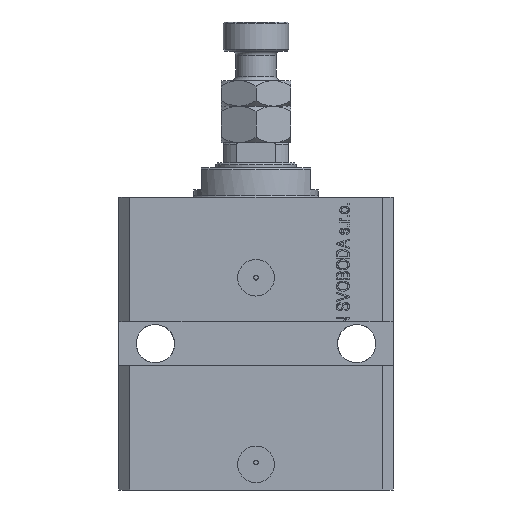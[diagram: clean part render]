
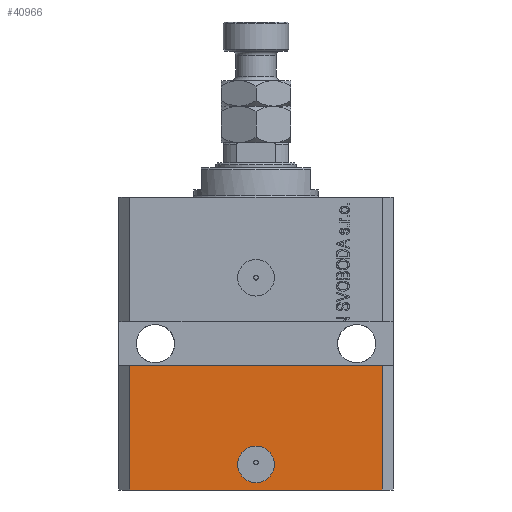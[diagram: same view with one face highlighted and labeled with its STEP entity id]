
A CAD part, front view. The second image highlights one B-rep face of the part: STEP entity #40966.
In plain terms, the highlighted planar face has unit normal (0, -1, 0).
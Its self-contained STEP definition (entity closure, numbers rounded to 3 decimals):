
#256 = DIRECTION ( 'NONE',  ( 1., 0., 0. ) ) ;
#2241 = DIRECTION ( 'NONE',  ( 1., 0., 0. ) ) ;
#3643 = DIRECTION ( 'NONE',  ( 0., 0., -1. ) ) ;
#3829 = CARTESIAN_POINT ( 'NONE',  ( 34.5, -27.5, -46. ) ) ;
#3843 = CARTESIAN_POINT ( 'NONE',  ( 34.5, -27.5, -80. ) ) ;
#4381 = CARTESIAN_POINT ( 'NONE',  ( 34.5, -27.5, -80. ) ) ;
#6202 = EDGE_CURVE ( 'NONE', #47360, #44025, #27410, .T. ) ;
#6675 = CARTESIAN_POINT ( 'NONE',  ( -34.5, -27.5, -80. ) ) ;
#7151 = ORIENTED_EDGE ( 'NONE', *, *, #44190, .F. ) ;
#10608 = FACE_OUTER_BOUND ( 'NONE', #48671, .T. ) ;
#11792 = VECTOR ( 'NONE', #2241, 1000. ) ;
#11813 = VECTOR ( 'NONE', #40380, 1000. ) ;
#12477 = AXIS2_PLACEMENT_3D ( 'NONE', #14085, #29685, #3643 ) ;
#14059 = CARTESIAN_POINT ( 'NONE',  ( -34.5, -27.5, -80. ) ) ;
#14085 = CARTESIAN_POINT ( 'NONE',  ( -34.5, -27.5, -80. ) ) ;
#14160 = LINE ( 'NONE', #6675, #11792 ) ;
#14863 = EDGE_CURVE ( 'NONE', #42431, #46232, #14160, .T. ) ;
#15717 = AXIS2_PLACEMENT_3D ( 'NONE', #34629, #38336, #35358 ) ;
#22984 = EDGE_CURVE ( 'NONE', #46232, #35681, #30368, .T. ) ;
#23099 = CARTESIAN_POINT ( 'NONE',  ( 0., -27.5, -73. ) ) ;
#24976 = DIRECTION ( 'NONE',  ( 0., 0., 1. ) ) ;
#25068 = VERTEX_POINT ( 'NONE', #41109 ) ;
#26737 = ORIENTED_EDGE ( 'NONE', *, *, #46941, .F. ) ;
#26785 = CIRCLE ( 'NONE', #15717, 5. ) ;
#27410 = CIRCLE ( 'NONE', #48765, 5. ) ;
#29437 = PLANE ( 'NONE',  #12477 ) ;
#29685 = DIRECTION ( 'NONE',  ( 0., -1., 0. ) ) ;
#30368 = LINE ( 'NONE', #3843, #42015 ) ;
#33936 = LINE ( 'NONE', #37157, #11813 ) ;
#34629 = CARTESIAN_POINT ( 'NONE',  ( 0., -27.5, -73. ) ) ;
#35358 = DIRECTION ( 'NONE',  ( 1., 0., 0. ) ) ;
#35681 = VERTEX_POINT ( 'NONE', #3829 ) ;
#37079 = LINE ( 'NONE', #14059, #43419 ) ;
#37157 = CARTESIAN_POINT ( 'NONE',  ( -37.5, -27.5, -46. ) ) ;
#38336 = DIRECTION ( 'NONE',  ( 0., -1., 0. ) ) ;
#38902 = DIRECTION ( 'NONE',  ( 0., -1., 0. ) ) ;
#40380 = DIRECTION ( 'NONE',  ( 1., 0., 0. ) ) ;
#40729 = CARTESIAN_POINT ( 'NONE',  ( -34.5, -27.5, -80. ) ) ;
#40966 = ADVANCED_FACE ( 'NONE', ( #44523, #10608 ), #29437, .T. ) ;
#41109 = CARTESIAN_POINT ( 'NONE',  ( -34.5, -27.5, -46. ) ) ;
#42008 = CARTESIAN_POINT ( 'NONE',  ( 5., -27.5, -73. ) ) ;
#42015 = VECTOR ( 'NONE', #45451, 1000. ) ;
#42077 = ORIENTED_EDGE ( 'NONE', *, *, #14863, .T. ) ;
#42431 = VERTEX_POINT ( 'NONE', #40729 ) ;
#42935 = EDGE_LOOP ( 'NONE', ( #46656, #26737 ) ) ;
#43419 = VECTOR ( 'NONE', #24976, 1000. ) ;
#43533 = CARTESIAN_POINT ( 'NONE',  ( -5., -27.5, -73. ) ) ;
#44025 = VERTEX_POINT ( 'NONE', #43533 ) ;
#44190 = EDGE_CURVE ( 'NONE', #42431, #25068, #37079, .T. ) ;
#44523 = FACE_BOUND ( 'NONE', #42935, .T. ) ;
#45451 = DIRECTION ( 'NONE',  ( 0., 0., 1. ) ) ;
#46232 = VERTEX_POINT ( 'NONE', #4381 ) ;
#46656 = ORIENTED_EDGE ( 'NONE', *, *, #6202, .F. ) ;
#46941 = EDGE_CURVE ( 'NONE', #44025, #47360, #26785, .T. ) ;
#47307 = ORIENTED_EDGE ( 'NONE', *, *, #22984, .T. ) ;
#47360 = VERTEX_POINT ( 'NONE', #42008 ) ;
#48056 = ORIENTED_EDGE ( 'NONE', *, *, #48333, .F. ) ;
#48333 = EDGE_CURVE ( 'NONE', #25068, #35681, #33936, .T. ) ;
#48671 = EDGE_LOOP ( 'NONE', ( #48056, #7151, #42077, #47307 ) ) ;
#48765 = AXIS2_PLACEMENT_3D ( 'NONE', #23099, #38902, #256 ) ;
